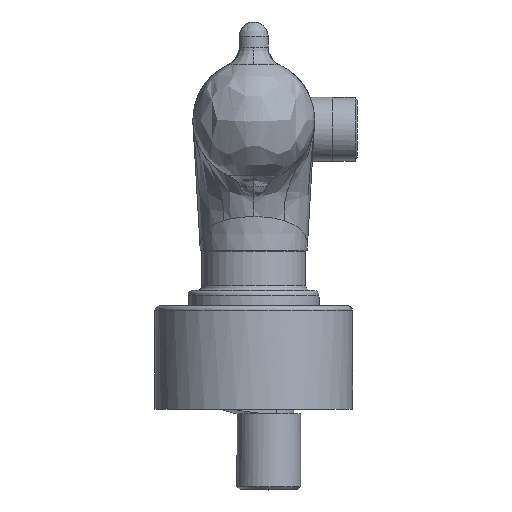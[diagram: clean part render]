
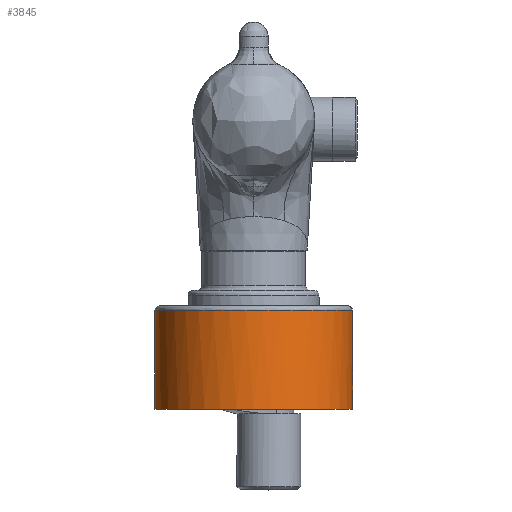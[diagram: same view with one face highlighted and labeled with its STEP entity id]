
A CAD part, left-side view. The second image highlights one B-rep face of the part: STEP entity #3845.
In plain terms, the highlighted cylindrical face has radius 32.5 mm (diameter 65 mm), a full revolution.
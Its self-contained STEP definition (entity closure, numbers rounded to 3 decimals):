
#5 = EDGE_CURVE ( 'NONE', #3661, #3661, #5457, .T. ) ;
#263 = ORIENTED_EDGE ( 'NONE', *, *, #6860, .F. ) ;
#273 = AXIS2_PLACEMENT_3D ( 'NONE', #2239, #6185, #7474 ) ;
#1169 = EDGE_LOOP ( 'NONE', ( #263 ) ) ;
#1785 = FACE_OUTER_BOUND ( 'NONE', #5600, .T. ) ;
#1904 = VERTEX_POINT ( 'NONE', #2413 ) ;
#2239 = CARTESIAN_POINT ( 'NONE',  ( -75., 0., 0. ) ) ;
#2413 = CARTESIAN_POINT ( 'NONE',  ( -42.5, 0., 0. ) ) ;
#2742 = DIRECTION ( 'NONE',  ( 0., 0., -1. ) ) ;
#3245 = CARTESIAN_POINT ( 'NONE',  ( -75., 0., 17. ) ) ;
#3287 = ORIENTED_EDGE ( 'NONE', *, *, #5, .T. ) ;
#3661 = VERTEX_POINT ( 'NONE', #5193 ) ;
#3845 = ADVANCED_FACE ( 'NONE', ( #7098, #1785 ), #7316, .T. ) ;
#4131 = AXIS2_PLACEMENT_3D ( 'NONE', #3245, #6700, #4579 ) ;
#4537 = DIRECTION ( 'NONE',  ( 1., 0., 0. ) ) ;
#4579 = DIRECTION ( 'NONE',  ( 1., 0., 0. ) ) ;
#4604 = CARTESIAN_POINT ( 'NONE',  ( -75., 0., 32.5 ) ) ;
#5004 = CIRCLE ( 'NONE', #273, 32.5 ) ;
#5193 = CARTESIAN_POINT ( 'NONE',  ( -42.5, 0., 32.5 ) ) ;
#5457 = CIRCLE ( 'NONE', #8762, 32.5 ) ;
#5600 = EDGE_LOOP ( 'NONE', ( #3287 ) ) ;
#6185 = DIRECTION ( 'NONE',  ( 0., 0., -1. ) ) ;
#6700 = DIRECTION ( 'NONE',  ( 0., 0., -1. ) ) ;
#6860 = EDGE_CURVE ( 'NONE', #1904, #1904, #5004, .T. ) ;
#7098 = FACE_OUTER_BOUND ( 'NONE', #1169, .T. ) ;
#7316 = CYLINDRICAL_SURFACE ( 'NONE', #4131, 32.5 ) ;
#7474 = DIRECTION ( 'NONE',  ( 1., 0., 0. ) ) ;
#8762 = AXIS2_PLACEMENT_3D ( 'NONE', #4604, #2742, #4537 ) ;
